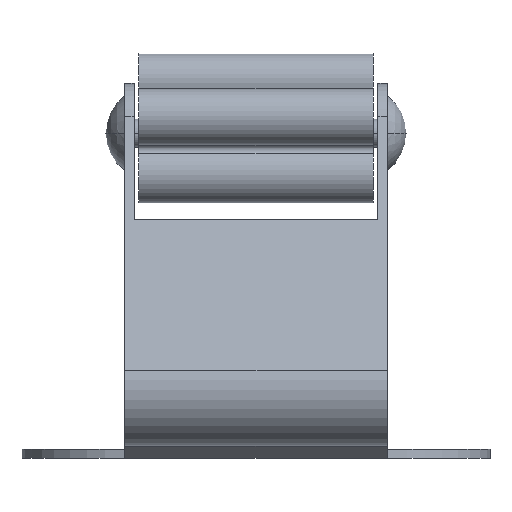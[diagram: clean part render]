
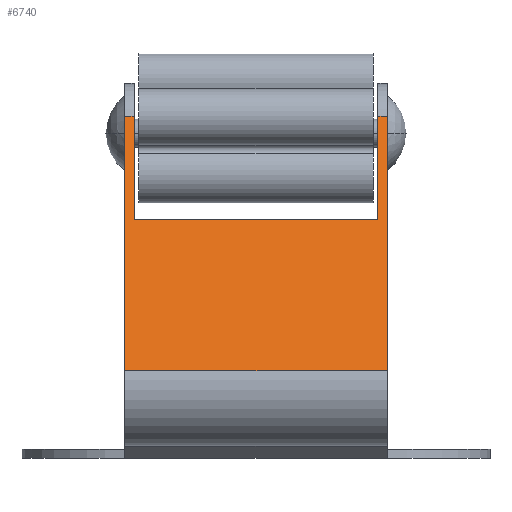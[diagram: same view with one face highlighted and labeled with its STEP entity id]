
A CAD part, left-side view. The second image highlights one B-rep face of the part: STEP entity #6740.
In plain terms, the highlighted planar face has unit normal (-0.94, 0, 0.342).
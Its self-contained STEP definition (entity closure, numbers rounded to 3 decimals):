
#2970=CARTESIAN_POINT('',(-5.685,38.,24.218));
#2980=VERTEX_POINT('',#2970);
#3150=CARTESIAN_POINT('',(-5.685,12.,24.218));
#3160=VERTEX_POINT('',#3150);
#3190=CARTESIAN_POINT('',(-5.685,0.,24.218));
#3200=DIRECTION('',(0.,-1.,0.));
#3210=VECTOR('',#3200,1.);
#3220=LINE('',#3190,#3210);
#3230=EDGE_CURVE('',#2980,#3160,#3220,.T.);
#3880=CARTESIAN_POINT('',(-1.684,38.,35.213));
#3890=VERTEX_POINT('',#3880);
#3920=CARTESIAN_POINT('',(-1.684,39.,35.213));
#3930=DIRECTION('',(0.,1.,0.));
#3940=VECTOR('',#3930,1.);
#3950=LINE('',#3920,#3940);
#3960=CARTESIAN_POINT('',(-1.684,39.,35.213));
#3970=VERTEX_POINT('',#3960);
#3980=EDGE_CURVE('',#3890,#3970,#3950,.T.);
#6010=CARTESIAN_POINT('',(-14.5,38.,0.));
#6020=DIRECTION('',(0.342,0.,0.94));
#6030=VECTOR('',#6020,1.);
#6040=LINE('',#6010,#6030);
#6050=EDGE_CURVE('',#2980,#3890,#6040,.T.);
#6260=CARTESIAN_POINT('',(-14.5,11.,0.));
#6270=DIRECTION('',(0.94,0.,-0.342));
#6280=DIRECTION('',(-0.342,0.,-0.94));
#6290=AXIS2_PLACEMENT_3D('',#6260,#6270,#6280);
#6300=PLANE('',#6290);
#6310=CARTESIAN_POINT('',(-14.5,39.,0.));
#6320=DIRECTION('',(-0.342,0.,-0.94));
#6330=VECTOR('',#6320,1.);
#6340=LINE('',#6310,#6330);
#6350=CARTESIAN_POINT('',(-11.569,39.,8.052));
#6360=VERTEX_POINT('',#6350);
#6370=EDGE_CURVE('',#3970,#6360,#6340,.T.);
#6380=ORIENTED_EDGE('',*,*,#6370,.T.);
#6390=ORIENTED_EDGE('',*,*,#3980,.T.);
#6400=ORIENTED_EDGE('',*,*,#6050,.T.);
#6410=ORIENTED_EDGE('',*,*,#3230,.F.);
#6420=CARTESIAN_POINT('',(-14.5,12.,0.));
#6430=DIRECTION('',(0.342,0.,0.94));
#6440=VECTOR('',#6430,1.);
#6450=LINE('',#6420,#6440);
#6460=CARTESIAN_POINT('',(-1.684,12.,35.213));
#6470=VERTEX_POINT('',#6460);
#6480=EDGE_CURVE('',#3160,#6470,#6450,.T.);
#6490=ORIENTED_EDGE('',*,*,#6480,.F.);
#6500=CARTESIAN_POINT('',(-1.684,11.,35.213));
#6510=DIRECTION('',(0.,-1.,0.));
#6520=VECTOR('',#6510,1.);
#6530=LINE('',#6500,#6520);
#6540=CARTESIAN_POINT('',(-1.684,11.,35.213));
#6550=VERTEX_POINT('',#6540);
#6560=EDGE_CURVE('',#6470,#6550,#6530,.T.);
#6570=ORIENTED_EDGE('',*,*,#6560,.F.);
#6580=CARTESIAN_POINT('',(-14.5,11.,0.));
#6590=DIRECTION('',(-0.342,0.,-0.94));
#6600=VECTOR('',#6590,1.);
#6610=LINE('',#6580,#6600);
#6620=CARTESIAN_POINT('',(-11.569,11.,8.052));
#6630=VERTEX_POINT('',#6620);
#6640=EDGE_CURVE('',#6550,#6630,#6610,.T.);
#6650=ORIENTED_EDGE('',*,*,#6640,.F.);
#6660=CARTESIAN_POINT('',(-11.569,0.,8.052));
#6670=DIRECTION('',(0.,1.,0.));
#6680=VECTOR('',#6670,1.);
#6690=LINE('',#6660,#6680);
#6700=EDGE_CURVE('',#6630,#6360,#6690,.T.);
#6710=ORIENTED_EDGE('',*,*,#6700,.F.);
#6720=EDGE_LOOP('',(#6710,#6650,#6570,#6490,#6410,#6400,#6390,#6380));
#6730=FACE_OUTER_BOUND('',#6720,.T.);
#6740=ADVANCED_FACE('',(#6730),#6300,.F.);
